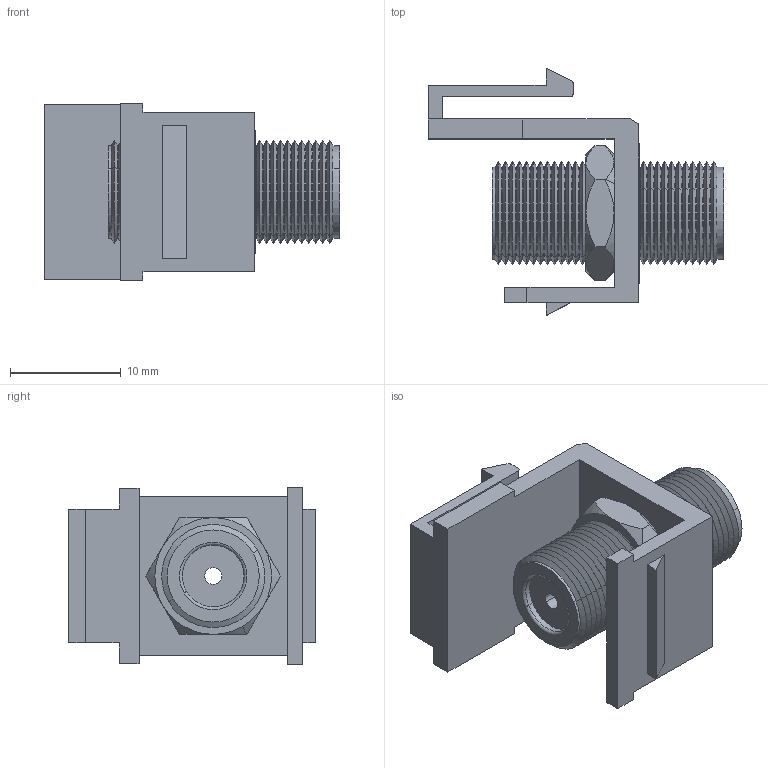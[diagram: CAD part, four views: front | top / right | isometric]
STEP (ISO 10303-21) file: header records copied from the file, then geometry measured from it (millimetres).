
FILE_DESCRIPTION (( 'STEP AP203' ), '1' );
FILE_NAME ('MJSCPF-WT.STEP', '2011-11-29T14:37:46', ( 'x' ), ( 'Microsoft' ), 'SwSTEP 2.0', 'SolidWorks 2010', '' );
FILE_SCHEMA (( 'CONFIG_CONTROL_DESIGN' ));
Length unit declared in the file: inch
Products named in the file (4): BA330A NUT; MJSCPF-WT-MA2; MJSCPF-WT-MA1; MJSCPF-WT
Assembly tree (3 placements, depth 2):
  MJSCPF-WT
    MJSCPF-WT-MA2
    BA330A NUT
    MJSCPF-WT-MA1
Bounding box: 26.75 x 22.33 x 16.05 mm (x, y, z)
Volume: 2549.2 mm3; surface area: 3475.2 mm2
Topology: 3 solids, 3 shells, 272 faces, 632 edges, 372 vertices
Faces by surface type: cone 130, cylinder 80, plane 58, torus 4
Entity records: 8194 total; most frequent: DIRECTION 1448, CARTESIAN_POINT 1434, ORIENTED_EDGE 1264, EDGE_CURVE 632, AXIS2_PLACEMENT_3D 562, VERTEX_POINT 372, VECTOR 324, LINE 324
